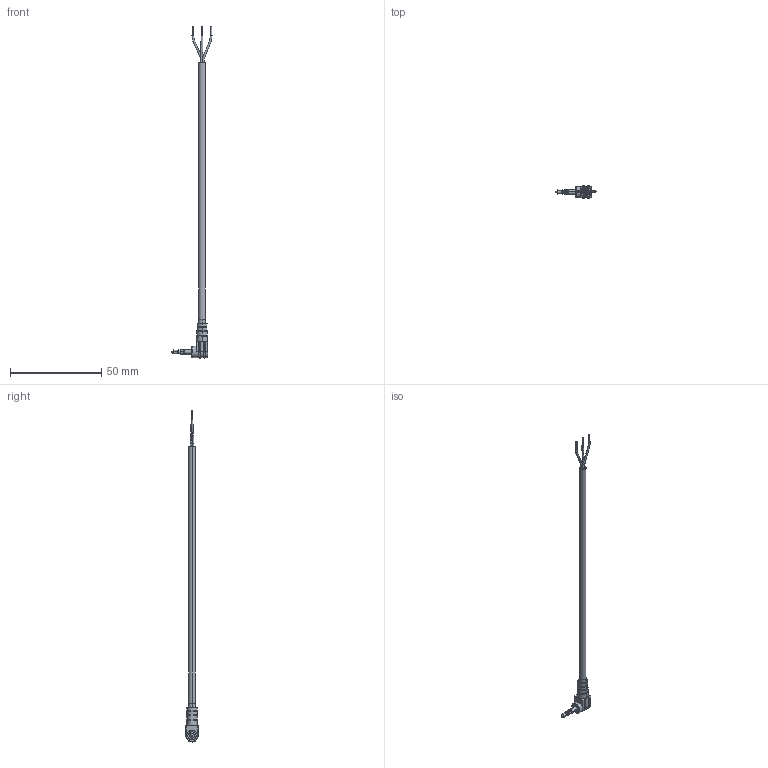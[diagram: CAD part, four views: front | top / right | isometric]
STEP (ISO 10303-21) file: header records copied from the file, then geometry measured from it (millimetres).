
FILE_DESCRIPTION (( 'STEP AP203' ), '1' );
FILE_NAME ('053-0278R (CA-2204)_revA4.STEP', '2017-02-13T17:54:46', ( '' ), ( '' ), 'SwSTEP 2.0', 'SolidWorks 2015', '' );
FILE_SCHEMA (( 'CONFIG_CONTROL_DESIGN' ));
Length unit declared in the file: millimetre
Products named in the file (8): 50-00110 insulator; 30-00005_stripped and tinned; 50-00110 contact 3; 24-00051; 50-00110; 50-00110 contact 2; 053-0278R (CA-2204)_revA4; 50-00110 contact 1
Assembly tree (7 placements, depth 3):
  053-0278R (CA-2204)_revA4
    30-00005_stripped and tinned
    24-00051
    50-00110
      50-00110 contact 1
      50-00110 contact 2
      50-00110 contact 3
      50-00110 insulator
Bounding box: 22 x 6.7 x 182 mm (x, y, z)
Volume: 2321.5 mm3; surface area: 13638.8 mm2
Topology: 122 solids, 122 shells, 861 faces, 1665 edges, 1055 vertices
Faces by surface type: cylinder 387, plane 328, bspline 98, torus 22, cone 14, sphere 12
Entity records: 27286 total; most frequent: CARTESIAN_POINT 9142, DIRECTION 3752, ORIENTED_EDGE 3306, EDGE_CURVE 1653, AXIS2_PLACEMENT_3D 1611, VERTEX_POINT 1055, EDGE_LOOP 940, ADVANCED_FACE 861
